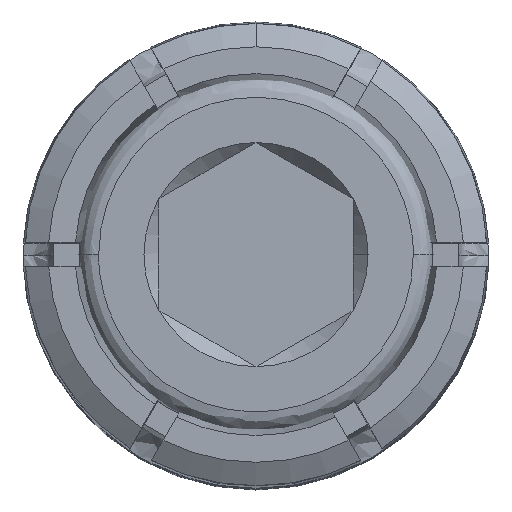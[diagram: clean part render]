
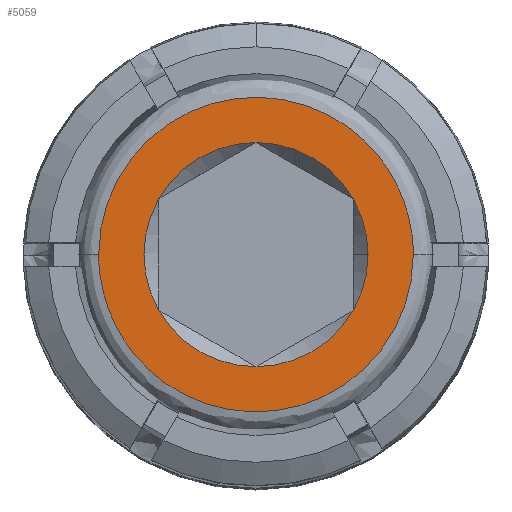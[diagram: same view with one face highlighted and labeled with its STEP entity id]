
A CAD part, top view. The second image highlights one B-rep face of the part: STEP entity #5059.
In plain terms, the highlighted planar face has unit normal (0, 0, 1).
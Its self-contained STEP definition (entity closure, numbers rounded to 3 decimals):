
#178 = VERTEX_POINT ( 'NONE', #1375 ) ;
#192 = ORIENTED_EDGE ( 'NONE', *, *, #4847, .T. ) ;
#201 = CARTESIAN_POINT ( 'NONE',  ( 4.051, 0., 6. ) ) ;
#213 = VERTEX_POINT ( 'NONE', #201 ) ;
#285 = CARTESIAN_POINT ( 'NONE',  ( 0., 0., 6. ) ) ;
#389 = EDGE_CURVE ( 'NONE', #2355, #4889, #2716, .T. ) ;
#444 = DIRECTION ( 'NONE',  ( 0., 0., -1. ) ) ;
#463 = ORIENTED_EDGE ( 'NONE', *, *, #735, .F. ) ;
#544 = CARTESIAN_POINT ( 'NONE',  ( -2.5, 1.443, 6. ) ) ;
#602 = CARTESIAN_POINT ( 'NONE',  ( 0., -2.887, 6. ) ) ;
#611 = CARTESIAN_POINT ( 'NONE',  ( -4.051, 0., 6. ) ) ;
#642 = CIRCLE ( 'NONE', #3586, 2.887 ) ;
#735 = EDGE_CURVE ( 'NONE', #3162, #213, #1534, .T. ) ;
#844 = CARTESIAN_POINT ( 'NONE',  ( 0., 2.887, 6. ) ) ;
#902 = CARTESIAN_POINT ( 'NONE',  ( 2.5, 1.443, 6. ) ) ;
#1046 = CARTESIAN_POINT ( 'NONE',  ( -2.5, -1.443, 6. ) ) ;
#1375 = CARTESIAN_POINT ( 'NONE',  ( 2.5, -1.443, 6. ) ) ;
#1400 = CARTESIAN_POINT ( 'NONE',  ( 4.051, 8.103, 6. ) ) ;
#1498 = EDGE_CURVE ( 'NONE', #178, #1621, #1705, .T. ) ;
#1534 =( BOUNDED_CURVE ( )  B_SPLINE_CURVE ( 3, ( #611, #4662, #1400, #3369 ),
 .UNSPECIFIED., .F., .F. ) 
 B_SPLINE_CURVE_WITH_KNOTS ( ( 4, 4 ),
 ( 0., 1. ),
 .UNSPECIFIED. ) 
 CURVE ( )  GEOMETRIC_REPRESENTATION_ITEM ( )  RATIONAL_B_SPLINE_CURVE ( ( 1., 0.333, 0.333, 1. ) ) 
 REPRESENTATION_ITEM ( '' )  );
#1571 = AXIS2_PLACEMENT_3D ( 'NONE', #1694, #444, #2881 ) ;
#1621 = VERTEX_POINT ( 'NONE', #602 ) ;
#1675 = ORIENTED_EDGE ( 'NONE', *, *, #5027, .T. ) ;
#1694 = CARTESIAN_POINT ( 'NONE',  ( 0., 0., 6. ) ) ;
#1705 = CIRCLE ( 'NONE', #2803, 2.887 ) ;
#1747 = ORIENTED_EDGE ( 'NONE', *, *, #2797, .F. ) ;
#1783 = ORIENTED_EDGE ( 'NONE', *, *, #4450, .T. ) ;
#1877 = EDGE_LOOP ( 'NONE', ( #192, #3240, #3170, #4632, #1675, #2335, #1783 ) ) ;
#1882 = AXIS2_PLACEMENT_3D ( 'NONE', #2586, #3766, #3013 ) ;
#1983 = VERTEX_POINT ( 'NONE', #544 ) ;
#2015 = VERTEX_POINT ( 'NONE', #1046 ) ;
#2057 = CIRCLE ( 'NONE', #1571, 2.887 ) ;
#2081 = CARTESIAN_POINT ( 'NONE',  ( -4.051, 0., 6. ) ) ;
#2115 = CARTESIAN_POINT ( 'NONE',  ( 0., 0., 6. ) ) ;
#2133 = CIRCLE ( 'NONE', #4150, 2.887 ) ;
#2168 = DIRECTION ( 'NONE',  ( 0., 0., -1. ) ) ;
#2261 = CARTESIAN_POINT ( 'NONE',  ( -4.051, 0., 6. ) ) ;
#2263 = DIRECTION ( 'NONE',  ( 0., 0., -1. ) ) ;
#2335 = ORIENTED_EDGE ( 'NONE', *, *, #1498, .T. ) ;
#2355 = VERTEX_POINT ( 'NONE', #844 ) ;
#2468 = DIRECTION ( 'NONE',  ( 0., 0., -1. ) ) ;
#2478 = AXIS2_PLACEMENT_3D ( 'NONE', #3033, #2263, #4625 ) ;
#2480 = CARTESIAN_POINT ( 'NONE',  ( 4.051, -8.103, 6. ) ) ;
#2562 = AXIS2_PLACEMENT_3D ( 'NONE', #5080, #3092, #4742 ) ;
#2586 = CARTESIAN_POINT ( 'NONE',  ( 0., 0., 6. ) ) ;
#2606 = DIRECTION ( 'NONE',  ( 0., 0., -1. ) ) ;
#2716 = CIRCLE ( 'NONE', #3977, 2.887 ) ;
#2797 = EDGE_CURVE ( 'NONE', #213, #3162, #2906, .T. ) ;
#2802 = CARTESIAN_POINT ( 'NONE',  ( 0., 0., 6. ) ) ;
#2803 = AXIS2_PLACEMENT_3D ( 'NONE', #2802, #2468, #3677 ) ;
#2856 = EDGE_CURVE ( 'NONE', #4889, #3988, #3815, .T. ) ;
#2880 = CARTESIAN_POINT ( 'NONE',  ( 4.051, 0., 6. ) ) ;
#2881 = DIRECTION ( 'NONE',  ( 1., 0., 0. ) ) ;
#2906 =( BOUNDED_CURVE ( )  B_SPLINE_CURVE ( 3, ( #2880, #2480, #4087, #2081 ),
 .UNSPECIFIED., .F., .F. ) 
 B_SPLINE_CURVE_WITH_KNOTS ( ( 4, 4 ),
 ( 0., 1. ),
 .UNSPECIFIED. ) 
 CURVE ( )  GEOMETRIC_REPRESENTATION_ITEM ( )  RATIONAL_B_SPLINE_CURVE ( ( 1., 0.333, 0.333, 1. ) ) 
 REPRESENTATION_ITEM ( '' )  );
#2980 = EDGE_CURVE ( 'NONE', #1983, #2355, #2133, .T. ) ;
#3013 = DIRECTION ( 'NONE',  ( 1., 0., 0. ) ) ;
#3033 = CARTESIAN_POINT ( 'NONE',  ( 0., 0., 6. ) ) ;
#3092 = DIRECTION ( 'NONE',  ( 0., 0., 1. ) ) ;
#3137 = CARTESIAN_POINT ( 'NONE',  ( 2.887, 0., 6. ) ) ;
#3162 = VERTEX_POINT ( 'NONE', #2261 ) ;
#3170 = ORIENTED_EDGE ( 'NONE', *, *, #389, .T. ) ;
#3240 = ORIENTED_EDGE ( 'NONE', *, *, #2980, .T. ) ;
#3315 = CARTESIAN_POINT ( 'NONE',  ( 0., 0., 6. ) ) ;
#3331 = DIRECTION ( 'NONE',  ( 1., 0., 0. ) ) ;
#3369 = CARTESIAN_POINT ( 'NONE',  ( 4.051, 0., 6. ) ) ;
#3448 = FACE_BOUND ( 'NONE', #1877, .T. ) ;
#3534 = FACE_OUTER_BOUND ( 'NONE', #4603, .T. ) ;
#3586 = AXIS2_PLACEMENT_3D ( 'NONE', #3315, #2606, #3734 ) ;
#3677 = DIRECTION ( 'NONE',  ( 1., 0., 0. ) ) ;
#3734 = DIRECTION ( 'NONE',  ( 1., 0., 0. ) ) ;
#3766 = DIRECTION ( 'NONE',  ( 0., 0., -1. ) ) ;
#3815 = CIRCLE ( 'NONE', #1882, 2.887 ) ;
#3977 = AXIS2_PLACEMENT_3D ( 'NONE', #2115, #2168, #3331 ) ;
#3988 = VERTEX_POINT ( 'NONE', #3137 ) ;
#4087 = CARTESIAN_POINT ( 'NONE',  ( -4.051, -8.103, 6. ) ) ;
#4150 = AXIS2_PLACEMENT_3D ( 'NONE', #285, #4330, #4247 ) ;
#4247 = DIRECTION ( 'NONE',  ( 1., 0., 0. ) ) ;
#4330 = DIRECTION ( 'NONE',  ( 0., 0., -1. ) ) ;
#4450 = EDGE_CURVE ( 'NONE', #1621, #2015, #2057, .T. ) ;
#4603 = EDGE_LOOP ( 'NONE', ( #463, #1747 ) ) ;
#4625 = DIRECTION ( 'NONE',  ( 1., 0., 0. ) ) ;
#4632 = ORIENTED_EDGE ( 'NONE', *, *, #2856, .T. ) ;
#4662 = CARTESIAN_POINT ( 'NONE',  ( -4.051, 8.103, 6. ) ) ;
#4742 = DIRECTION ( 'NONE',  ( 1., 0., 0. ) ) ;
#4764 = CIRCLE ( 'NONE', #2478, 2.887 ) ;
#4847 = EDGE_CURVE ( 'NONE', #2015, #1983, #642, .T. ) ;
#4889 = VERTEX_POINT ( 'NONE', #902 ) ;
#5027 = EDGE_CURVE ( 'NONE', #3988, #178, #4764, .T. ) ;
#5047 = PLANE ( 'NONE',  #2562 ) ;
#5059 = ADVANCED_FACE ( 'NONE', ( #3534, #3448 ), #5047, .T. ) ;
#5080 = CARTESIAN_POINT ( 'NONE',  ( 0., 0., 6. ) ) ;
